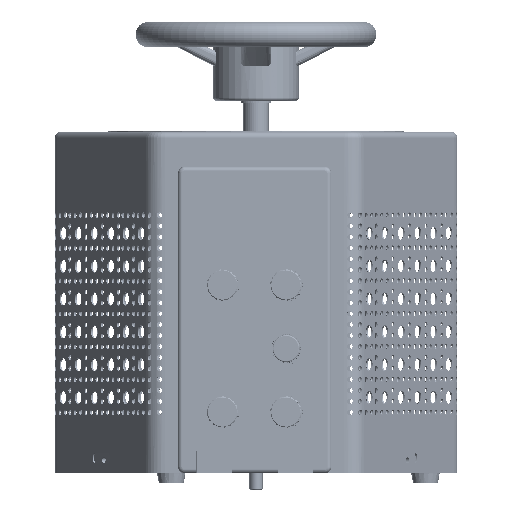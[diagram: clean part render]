
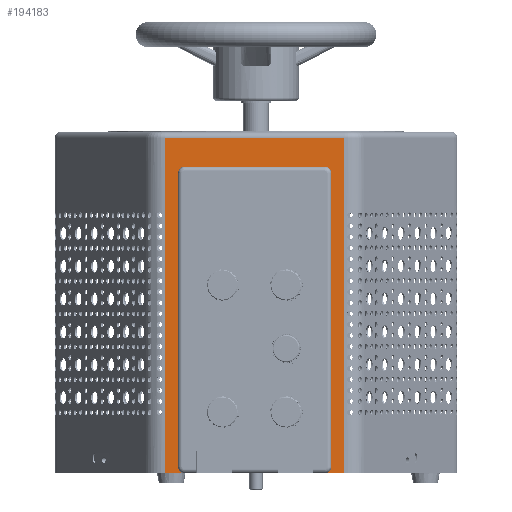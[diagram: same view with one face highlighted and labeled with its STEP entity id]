
A CAD part, front view. The second image highlights one B-rep face of the part: STEP entity #194183.
In plain terms, the highlighted face is planar.
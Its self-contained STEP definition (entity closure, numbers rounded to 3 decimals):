
#3606 = PLANE ( 'NONE',  #14901 ) ;
#4216 = EDGE_CURVE ( 'NONE', #176408, #244998, #96216, .T. ) ;
#4952 = CARTESIAN_POINT ( 'NONE',  ( -81., 0., 16. ) ) ;
#7107 = CARTESIAN_POINT ( 'NONE',  ( -81., 40.992, 156. ) ) ;
#7658 = DIRECTION ( 'NONE',  ( 0., 0., 1. ) ) ;
#7907 = CARTESIAN_POINT ( 'NONE',  ( -81., -27.5, 156. ) ) ;
#10253 = EDGE_CURVE ( 'NONE', #228781, #29639, #64717, .T. ) ;
#14901 = AXIS2_PLACEMENT_3D ( 'NONE', #4952, #126652, #25647 ) ;
#17359 = CARTESIAN_POINT ( 'NONE',  ( -81., 40.992, 156. ) ) ;
#17458 = VERTEX_POINT ( 'NONE', #106494 ) ;
#25647 = DIRECTION ( 'NONE',  ( 0., 0., -1. ) ) ;
#25667 = VECTOR ( 'NONE', #52059, 1000. ) ;
#29639 = VERTEX_POINT ( 'NONE', #268559 ) ;
#34144 = ORIENTED_EDGE ( 'NONE', *, *, #162788, .F. ) ;
#35860 = VECTOR ( 'NONE', #94601, 1000. ) ;
#52043 = DIRECTION ( 'NONE',  ( 0., -1., 0. ) ) ;
#52059 = DIRECTION ( 'NONE',  ( 0., 0., -1. ) ) ;
#57375 = DIRECTION ( 'NONE',  ( 0., -1., 0. ) ) ;
#59238 = CARTESIAN_POINT ( 'NONE',  ( -81., 27.5, 156. ) ) ;
#64317 = VECTOR ( 'NONE', #52043, 1000. ) ;
#64717 = LINE ( 'NONE', #263364, #35860 ) ;
#68716 = LINE ( 'NONE', #89433, #64317 ) ;
#69857 = FACE_OUTER_BOUND ( 'NONE', #110553, .T. ) ;
#71183 = VERTEX_POINT ( 'NONE', #126632 ) ;
#74654 = ORIENTED_EDGE ( 'NONE', *, *, #179354, .T. ) ;
#77384 = ORIENTED_EDGE ( 'NONE', *, *, #256254, .T. ) ;
#89433 = CARTESIAN_POINT ( 'NONE',  ( -81., -27.5, 156. ) ) ;
#89455 = LINE ( 'NONE', #7907, #25667 ) ;
#94601 = DIRECTION ( 'NONE',  ( 0., -1., 0. ) ) ;
#96216 = LINE ( 'NONE', #17359, #185933 ) ;
#102943 = LINE ( 'NONE', #246890, #161814 ) ;
#105772 = DIRECTION ( 'NONE',  ( 0., -1., 0. ) ) ;
#106494 = CARTESIAN_POINT ( 'NONE',  ( -81., 27.5, 16. ) ) ;
#110553 = EDGE_LOOP ( 'NONE', ( #134222, #191121, #74654, #227961, #77384, #220001, #179073, #34144 ) ) ;
#112674 = CARTESIAN_POINT ( 'NONE',  ( -81., 27.5, 2.484 ) ) ;
#115345 = CARTESIAN_POINT ( 'NONE',  ( -81., -40.992, 156. ) ) ;
#126200 = CARTESIAN_POINT ( 'NONE',  ( -81., -40.992, 16. ) ) ;
#126632 = CARTESIAN_POINT ( 'NONE',  ( -81., -27.5, 156. ) ) ;
#126652 = DIRECTION ( 'NONE',  ( 1., 0., 0. ) ) ;
#134222 = ORIENTED_EDGE ( 'NONE', *, *, #261760, .T. ) ;
#156331 = VERTEX_POINT ( 'NONE', #115345 ) ;
#161814 = VECTOR ( 'NONE', #57375, 1000. ) ;
#162788 = EDGE_CURVE ( 'NONE', #71183, #156331, #68716, .T. ) ;
#163162 = EDGE_CURVE ( 'NONE', #156331, #29639, #272775, .T. ) ;
#163478 = EDGE_CURVE ( 'NONE', #17458, #177226, #102943, .T. ) ;
#173045 = VECTOR ( 'NONE', #7658, 1000. ) ;
#174918 = LINE ( 'NONE', #244967, #225898 ) ;
#175688 = CARTESIAN_POINT ( 'NONE',  ( -81., 40.992, 3. ) ) ;
#176408 = VERTEX_POINT ( 'NONE', #7107 ) ;
#177226 = VERTEX_POINT ( 'NONE', #249697 ) ;
#179073 = ORIENTED_EDGE ( 'NONE', *, *, #163162, .F. ) ;
#179354 = EDGE_CURVE ( 'NONE', #17458, #244998, #197141, .T. ) ;
#185933 = VECTOR ( 'NONE', #105772, 1000. ) ;
#191121 = ORIENTED_EDGE ( 'NONE', *, *, #163478, .F. ) ;
#194183 = ADVANCED_FACE ( 'NONE', ( #69857 ), #3606, .F. ) ;
#197141 = LINE ( 'NONE', #112674, #173045 ) ;
#210721 = DIRECTION ( 'NONE',  ( 0., 0., -1. ) ) ;
#220001 = ORIENTED_EDGE ( 'NONE', *, *, #10253, .T. ) ;
#225898 = VECTOR ( 'NONE', #243568, 1000. ) ;
#227961 = ORIENTED_EDGE ( 'NONE', *, *, #4216, .F. ) ;
#228781 = VERTEX_POINT ( 'NONE', #175688 ) ;
#243568 = DIRECTION ( 'NONE',  ( 0., 0., -1. ) ) ;
#244967 = CARTESIAN_POINT ( 'NONE',  ( -81., 40.992, 16. ) ) ;
#244998 = VERTEX_POINT ( 'NONE', #59238 ) ;
#246890 = CARTESIAN_POINT ( 'NONE',  ( -81., 0., 16. ) ) ;
#249697 = CARTESIAN_POINT ( 'NONE',  ( -81., -27.5, 16. ) ) ;
#256254 = EDGE_CURVE ( 'NONE', #176408, #228781, #174918, .T. ) ;
#261760 = EDGE_CURVE ( 'NONE', #71183, #177226, #89455, .T. ) ;
#263364 = CARTESIAN_POINT ( 'NONE',  ( -81., 0., 3. ) ) ;
#268559 = CARTESIAN_POINT ( 'NONE',  ( -81., -40.992, 3. ) ) ;
#271932 = VECTOR ( 'NONE', #210721, 1000. ) ;
#272775 = LINE ( 'NONE', #126200, #271932 ) ;
